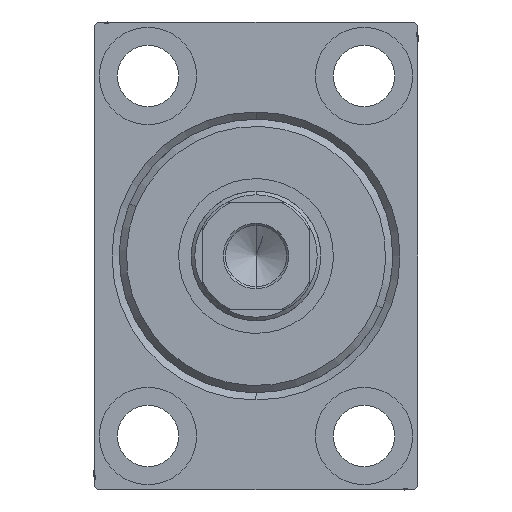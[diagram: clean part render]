
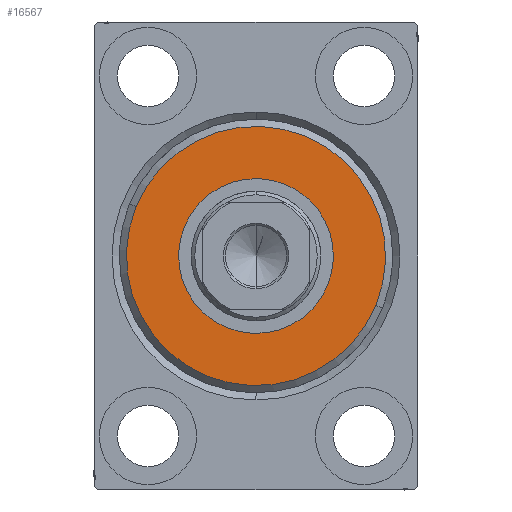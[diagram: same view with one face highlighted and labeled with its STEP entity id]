
A CAD part, left-side view. The second image highlights one B-rep face of the part: STEP entity #16567.
In plain terms, the highlighted face is planar.
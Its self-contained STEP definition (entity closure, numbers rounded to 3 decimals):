
#384 = ORIENTED_EDGE ( 'NONE', *, *, #17443, .T. ) ;
#1010 = FACE_OUTER_BOUND ( 'NONE', #24453, .T. ) ;
#1234 = DIRECTION ( 'NONE',  ( 0., 0., -1. ) ) ;
#1308 = VERTEX_POINT ( 'NONE', #36907 ) ;
#3129 = VERTEX_POINT ( 'NONE', #21436 ) ;
#3830 = EDGE_LOOP ( 'NONE', ( #30202, #39339 ) ) ;
#5836 = DIRECTION ( 'NONE',  ( 0., 0., -1. ) ) ;
#10212 = ORIENTED_EDGE ( 'NONE', *, *, #18194, .T. ) ;
#10650 = EDGE_CURVE ( 'NONE', #1308, #35617, #11536, .T. ) ;
#11536 = CIRCLE ( 'NONE', #36416, 10.75 ) ;
#12766 = CARTESIAN_POINT ( 'NONE',  ( 3., 0., 0. ) ) ;
#13722 = CIRCLE ( 'NONE', #25834, 18. ) ;
#14575 = DIRECTION ( 'NONE',  ( 1., 0., 0. ) ) ;
#16068 = DIRECTION ( 'NONE',  ( 1., 0., 0. ) ) ;
#16149 = CARTESIAN_POINT ( 'NONE',  ( 3., 0., 0. ) ) ;
#16388 = DIRECTION ( 'NONE',  ( 0., 0., -1. ) ) ;
#16567 = ADVANCED_FACE ( 'NONE', ( #1010, #41518 ), #28372, .T. ) ;
#16832 = EDGE_CURVE ( 'NONE', #35617, #1308, #35084, .T. ) ;
#17443 = EDGE_CURVE ( 'NONE', #24971, #3129, #13722, .T. ) ;
#17585 = DIRECTION ( 'NONE',  ( -1., 0., 0. ) ) ;
#17902 = CARTESIAN_POINT ( 'NONE',  ( 3., 0., 0. ) ) ;
#18194 = EDGE_CURVE ( 'NONE', #3129, #24971, #40816, .T. ) ;
#21436 = CARTESIAN_POINT ( 'NONE',  ( 3., 0., -18. ) ) ;
#21950 = CARTESIAN_POINT ( 'NONE',  ( 3., 0., 18. ) ) ;
#22064 = CARTESIAN_POINT ( 'NONE',  ( 3., 0., -10.75 ) ) ;
#22753 = CARTESIAN_POINT ( 'NONE',  ( 3., 0., 0. ) ) ;
#24453 = EDGE_LOOP ( 'NONE', ( #384, #10212 ) ) ;
#24971 = VERTEX_POINT ( 'NONE', #21950 ) ;
#25834 = AXIS2_PLACEMENT_3D ( 'NONE', #26628, #30395, #16388 ) ;
#26347 = DIRECTION ( 'NONE',  ( 0., 0., -1. ) ) ;
#26628 = CARTESIAN_POINT ( 'NONE',  ( 3., 0., 0. ) ) ;
#27262 = DIRECTION ( 'NONE',  ( -1., 0., 0. ) ) ;
#28372 = PLANE ( 'NONE',  #35777 ) ;
#30202 = ORIENTED_EDGE ( 'NONE', *, *, #10650, .T. ) ;
#30395 = DIRECTION ( 'NONE',  ( 1., 0., 0. ) ) ;
#30601 = DIRECTION ( 'NONE',  ( 0., 0., -1. ) ) ;
#33674 = AXIS2_PLACEMENT_3D ( 'NONE', #22753, #16068, #5836 ) ;
#35084 = CIRCLE ( 'NONE', #40750, 10.75 ) ;
#35617 = VERTEX_POINT ( 'NONE', #22064 ) ;
#35777 = AXIS2_PLACEMENT_3D ( 'NONE', #17902, #14575, #1234 ) ;
#36416 = AXIS2_PLACEMENT_3D ( 'NONE', #16149, #27262, #30601 ) ;
#36907 = CARTESIAN_POINT ( 'NONE',  ( 3., 0., 10.75 ) ) ;
#39339 = ORIENTED_EDGE ( 'NONE', *, *, #16832, .T. ) ;
#40750 = AXIS2_PLACEMENT_3D ( 'NONE', #12766, #17585, #26347 ) ;
#40816 = CIRCLE ( 'NONE', #33674, 18. ) ;
#41518 = FACE_BOUND ( 'NONE', #3830, .T. ) ;
